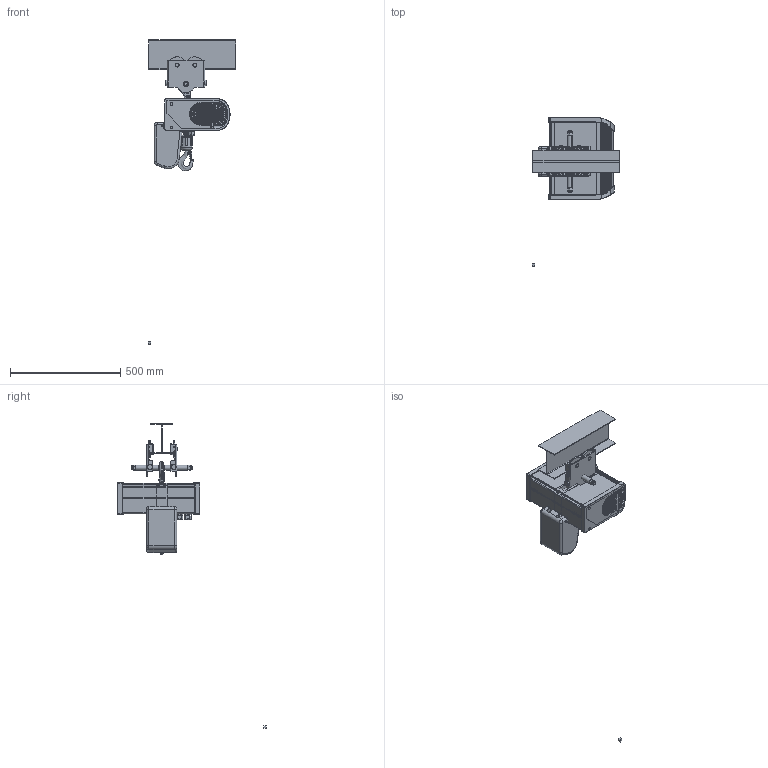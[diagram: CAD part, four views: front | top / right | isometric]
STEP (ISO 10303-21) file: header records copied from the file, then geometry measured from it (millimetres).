
FILE_DESCRIPTION(('STEP AP214'),'1');
FILE_NAME('temp1.stp','2014-09-19T05:22:26',(' '),(' '),'Spatial InterOp 3D',' ',' ');
FILE_SCHEMA(('automotive_design'));
Length unit declared in the file: millimetre
Products named in the file (31): Crane_3D; Fixing; Cover_1; Konecranes_cover1; Konecranes_cover2; Konecranes_cover3; H1-1448590_CLX02-push; Frame2; Hoi_K2_center_frame2; Hoi_K2_Left_frame2; Hoi_K2_Right_frame2; EL_plugs; HoiChaBag_K2_2; Hoi_Man1_tro; Hoi_C1_tro1; Hoi_C1_tro2; kpt_NUT; DIN_935-M14; Shaft; Hoi_KX2_Upp_Hook; 02fix; 53101527_1; Hook_KX012_2; Block_KX2_11; Hook_RSN012; 53101580_3_MODEL-2; HoiGir; Part_constr_2d
Assembly tree (30 placements, depth 5):
  Crane_3D
    Fixing
    H1-1448590_CLX02-push
      Cover_1
        Konecranes_cover1
        Konecranes_cover2
        Konecranes_cover3
      Frame2
        Hoi_K2_center_frame2
        Hoi_K2_Left_frame2
        Hoi_K2_Right_frame2
        EL_plugs
      HoiChaBag_K2_2
      Hoi_Man1_tro
        Hoi_C1_tro1
        Hoi_C1_tro2
        kpt_NUT
          DIN_935-M14
        Shaft
        kpt_NUT
          DIN_935-M14
      Hoi_KX2_Upp_Hook
        02fix
        53101527_1
    Hook_KX012_2
      Block_KX2_11
      Hook_RSN012
        53101580_3_MODEL-2
        53101527_1
    HoiGir
    Part_constr_2d
Bounding box: 397 x 675 x 1383.33 mm (x, y, z)
Volume: 4526940.5 mm3; surface area: 1726426.2 mm2
Topology: 22 solids, 22 shells, 2097 faces, 5708 edges, 3646 vertices
Faces by surface type: cylinder 923, plane 800, torus 180, bspline 126, cone 64, sphere 4
Entity records: 119410 total; most frequent: CARTESIAN_POINT 37245, ORIENTED_EDGE 11380, DIRECTION 11229, EDGE_CURVE 5690, STYLED_ITEM 4326, PRESENTATION_STYLE_ASSIGNMENT 4326, COLOUR_RGB 4326, AXIS2_PLACEMENT_3D 4146
